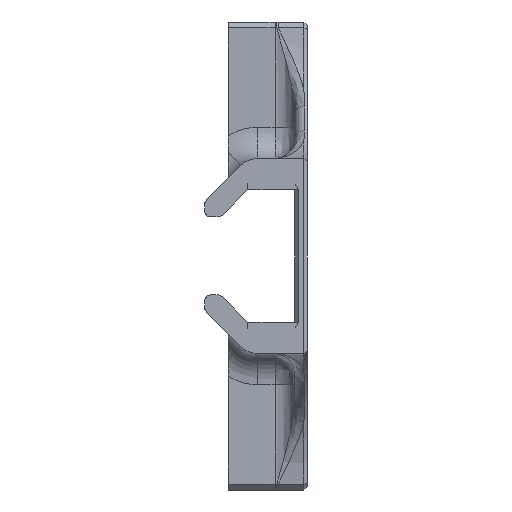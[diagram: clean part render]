
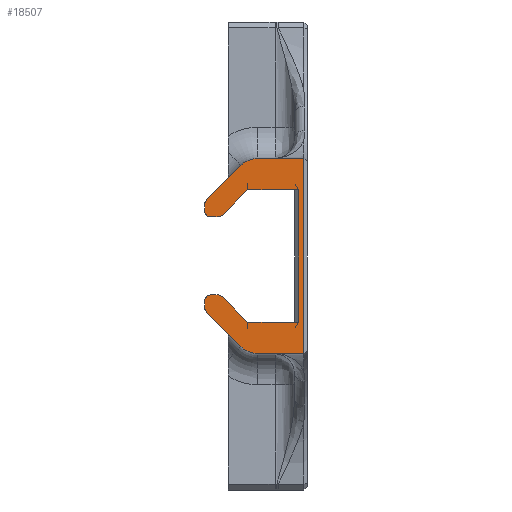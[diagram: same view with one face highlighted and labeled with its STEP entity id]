
A CAD part, left-side view. The second image highlights one B-rep face of the part: STEP entity #18507.
In plain terms, the highlighted planar face has unit normal (-1, 0, 0).
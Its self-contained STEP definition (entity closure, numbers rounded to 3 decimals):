
#374=CIRCLE('',#19720,3.);
#375=CIRCLE('',#19721,0.75);
#376=CIRCLE('',#19722,0.75);
#377=CIRCLE('',#19723,0.75);
#378=CIRCLE('',#19724,0.75);
#379=CIRCLE('',#19725,0.75);
#380=CIRCLE('',#19726,0.75);
#381=CIRCLE('',#19727,3.);
#761=FACE_OUTER_BOUND('',#1892,.T.);
#1892=EDGE_LOOP('',(#12654,#12655,#12656,#12657,#12658,#12659,#12660,#12661,
#12662,#12663,#12664,#12665,#12666,#12667,#12668,#12669,#12670,#12671,#12672,
#12673,#12674,#12675));
#3072=LINE('',#26525,#5431);
#3222=LINE('',#27298,#5581);
#3225=LINE('',#27304,#5584);
#3226=LINE('',#27308,#5585);
#3227=LINE('',#27312,#5586);
#3228=LINE('',#27316,#5587);
#3229=LINE('',#27320,#5588);
#3230=LINE('',#27321,#5589);
#3231=LINE('',#27323,#5590);
#3232=LINE('',#27325,#5591);
#3233=LINE('',#27329,#5592);
#3234=LINE('',#27333,#5593);
#3235=LINE('',#27337,#5594);
#3236=LINE('',#27340,#5595);
#5431=VECTOR('',#21236,10.);
#5581=VECTOR('',#21642,10.);
#5584=VECTOR('',#21647,10.);
#5585=VECTOR('',#21650,10.);
#5586=VECTOR('',#21653,10.);
#5587=VECTOR('',#21656,10.);
#5588=VECTOR('',#21659,10.);
#5589=VECTOR('',#21660,10.);
#5590=VECTOR('',#21661,10.);
#5591=VECTOR('',#21662,10.);
#5592=VECTOR('',#21665,10.);
#5593=VECTOR('',#21668,10.);
#5594=VECTOR('',#21671,10.);
#5595=VECTOR('',#21674,10.);
#7813=VERTEX_POINT('',#26522);
#7814=VERTEX_POINT('',#26524);
#7960=VERTEX_POINT('',#27295);
#7961=VERTEX_POINT('',#27297);
#7963=VERTEX_POINT('',#27303);
#7964=VERTEX_POINT('',#27305);
#7965=VERTEX_POINT('',#27307);
#7966=VERTEX_POINT('',#27309);
#7967=VERTEX_POINT('',#27311);
#7968=VERTEX_POINT('',#27313);
#7969=VERTEX_POINT('',#27315);
#7970=VERTEX_POINT('',#27317);
#7971=VERTEX_POINT('',#27319);
#7972=VERTEX_POINT('',#27322);
#7973=VERTEX_POINT('',#27324);
#7974=VERTEX_POINT('',#27326);
#7975=VERTEX_POINT('',#27328);
#7976=VERTEX_POINT('',#27330);
#7977=VERTEX_POINT('',#27332);
#7978=VERTEX_POINT('',#27334);
#7979=VERTEX_POINT('',#27336);
#7980=VERTEX_POINT('',#27338);
#9480=EDGE_CURVE('',#7813,#7814,#3072,.T.);
#9710=EDGE_CURVE('',#7960,#7961,#3222,.T.);
#9713=EDGE_CURVE('',#7813,#7963,#3225,.T.);
#9714=EDGE_CURVE('',#7964,#7963,#374,.T.);
#9715=EDGE_CURVE('',#7964,#7965,#3226,.T.);
#9716=EDGE_CURVE('',#7966,#7965,#375,.T.);
#9717=EDGE_CURVE('',#7966,#7967,#3227,.T.);
#9718=EDGE_CURVE('',#7968,#7967,#376,.T.);
#9719=EDGE_CURVE('',#7968,#7969,#3228,.T.);
#9720=EDGE_CURVE('',#7970,#7969,#377,.T.);
#9721=EDGE_CURVE('',#7971,#7970,#3229,.T.);
#9722=EDGE_CURVE('',#7961,#7971,#3230,.T.);
#9723=EDGE_CURVE('',#7960,#7972,#3231,.T.);
#9724=EDGE_CURVE('',#7972,#7973,#3232,.T.);
#9725=EDGE_CURVE('',#7974,#7973,#378,.T.);
#9726=EDGE_CURVE('',#7974,#7975,#3233,.T.);
#9727=EDGE_CURVE('',#7976,#7975,#379,.T.);
#9728=EDGE_CURVE('',#7976,#7977,#3234,.T.);
#9729=EDGE_CURVE('',#7978,#7977,#380,.T.);
#9730=EDGE_CURVE('',#7979,#7978,#3235,.T.);
#9731=EDGE_CURVE('',#7980,#7979,#381,.T.);
#9732=EDGE_CURVE('',#7814,#7980,#3236,.T.);
#12654=ORIENTED_EDGE('',*,*,#9480,.F.);
#12655=ORIENTED_EDGE('',*,*,#9713,.T.);
#12656=ORIENTED_EDGE('',*,*,#9714,.F.);
#12657=ORIENTED_EDGE('',*,*,#9715,.T.);
#12658=ORIENTED_EDGE('',*,*,#9716,.F.);
#12659=ORIENTED_EDGE('',*,*,#9717,.T.);
#12660=ORIENTED_EDGE('',*,*,#9718,.F.);
#12661=ORIENTED_EDGE('',*,*,#9719,.T.);
#12662=ORIENTED_EDGE('',*,*,#9720,.F.);
#12663=ORIENTED_EDGE('',*,*,#9721,.F.);
#12664=ORIENTED_EDGE('',*,*,#9722,.F.);
#12665=ORIENTED_EDGE('',*,*,#9710,.F.);
#12666=ORIENTED_EDGE('',*,*,#9723,.T.);
#12667=ORIENTED_EDGE('',*,*,#9724,.T.);
#12668=ORIENTED_EDGE('',*,*,#9725,.F.);
#12669=ORIENTED_EDGE('',*,*,#9726,.T.);
#12670=ORIENTED_EDGE('',*,*,#9727,.F.);
#12671=ORIENTED_EDGE('',*,*,#9728,.T.);
#12672=ORIENTED_EDGE('',*,*,#9729,.F.);
#12673=ORIENTED_EDGE('',*,*,#9730,.F.);
#12674=ORIENTED_EDGE('',*,*,#9731,.F.);
#12675=ORIENTED_EDGE('',*,*,#9732,.F.);
#17569=PLANE('',#19719);
#18507=ADVANCED_FACE('',(#761),#17569,.T.);
#19719=AXIS2_PLACEMENT_3D('',#27302,#21645,#21646);
#19720=AXIS2_PLACEMENT_3D('',#27306,#21648,#21649);
#19721=AXIS2_PLACEMENT_3D('',#27310,#21651,#21652);
#19722=AXIS2_PLACEMENT_3D('',#27314,#21654,#21655);
#19723=AXIS2_PLACEMENT_3D('',#27318,#21657,#21658);
#19724=AXIS2_PLACEMENT_3D('',#27327,#21663,#21664);
#19725=AXIS2_PLACEMENT_3D('',#27331,#21666,#21667);
#19726=AXIS2_PLACEMENT_3D('',#27335,#21669,#21670);
#19727=AXIS2_PLACEMENT_3D('',#27339,#21672,#21673);
#21236=DIRECTION('',(0.,0.,-1.));
#21642=DIRECTION('',(0.,0.,1.));
#21645=DIRECTION('center_axis',(-1.,0.,0.));
#21646=DIRECTION('ref_axis',(0.,0.,
1.));
#21647=DIRECTION('',(0.,1.,0.));
#21648=DIRECTION('center_axis',(1.,0.,0.));
#21649=DIRECTION('ref_axis',(0.,0.383,0.924));
#21650=DIRECTION('',(0.,0.707,-0.707));
#21651=DIRECTION('center_axis',(1.,0.,0.));
#21652=DIRECTION('ref_axis',(0.,0.924,0.383));
#21653=DIRECTION('',(0.,0.,-1.));
#21654=DIRECTION('center_axis',(1.,0.,0.));
#21655=DIRECTION('ref_axis',(0.,0.707,-0.707));
#21656=DIRECTION('',(0.,-1.,0.));
#21657=DIRECTION('center_axis',(1.,0.,0.));
#21658=DIRECTION('ref_axis',(0.,-0.383,-0.924));
#21659=DIRECTION('',(0.,0.707,-0.707));
#21660=DIRECTION('',(0.,1.,0.));
#21661=DIRECTION('',(0.,1.,0.));
#21662=DIRECTION('',(0.,0.707,0.707));
#21663=DIRECTION('center_axis',(1.,0.,0.));
#21664=DIRECTION('ref_axis',(0.,-0.383,0.924));
#21665=DIRECTION('',(0.,1.,0.));
#21666=DIRECTION('center_axis',(1.,0.,0.));
#21667=DIRECTION('ref_axis',(0.,0.707,0.707));
#21668=DIRECTION('',(0.,0.,-1.));
#21669=DIRECTION('center_axis',(1.,0.,0.));
#21670=DIRECTION('ref_axis',(0.,0.924,-0.383));
#21671=DIRECTION('',(0.,0.707,0.707));
#21672=DIRECTION('center_axis',(1.,0.,0.));
#21673=DIRECTION('ref_axis',(0.,0.383,-0.924));
#21674=DIRECTION('',(0.,1.,0.));
#26522=CARTESIAN_POINT('',(-70.509,2.042,89.849));
#26524=CARTESIAN_POINT('',(-70.509,2.042,64.849));
#26525=CARTESIAN_POINT('',(-70.509,2.042,71.099));
#27295=CARTESIAN_POINT('',(-70.509,2.742,68.849));
#27297=CARTESIAN_POINT('',(-70.509,2.742,85.849));
#27298=CARTESIAN_POINT('',(-70.509,2.742,71.099));
#27302=CARTESIAN_POINT('Origin',(-70.509,1.642,64.849));
#27303=CARTESIAN_POINT('',(-70.509,7.999,89.849));
#27304=CARTESIAN_POINT('',(-70.509,1.642,89.849));
#27305=CARTESIAN_POINT('',(-70.509,10.121,88.971));
#27306=CARTESIAN_POINT('Origin',(-70.509,7.999,86.849));
#27307=CARTESIAN_POINT('',(-70.509,14.522,84.569));
#27308=CARTESIAN_POINT('',(-70.509,9.242,89.849));
#27309=CARTESIAN_POINT('',(-70.509,14.742,84.039));
#27310=CARTESIAN_POINT('Origin',(-70.509,13.992,84.039));
#27311=CARTESIAN_POINT('',(-70.509,14.742,83.099));
#27312=CARTESIAN_POINT('',(-70.509,14.742,84.349));
#27313=CARTESIAN_POINT('',(-70.509,13.992,82.349));
#27314=CARTESIAN_POINT('Origin',(-70.509,13.992,83.099));
#27315=CARTESIAN_POINT('',(-70.509,13.053,82.349));
#27316=CARTESIAN_POINT('',(-70.509,12.742,82.349));
#27317=CARTESIAN_POINT('',(-70.509,12.522,82.569));
#27318=CARTESIAN_POINT('Origin',(-70.509,13.053,83.099));
#27319=CARTESIAN_POINT('',(-70.509,9.242,85.849));
#27320=CARTESIAN_POINT('',(-70.509,9.242,85.849));
#27321=CARTESIAN_POINT('',(-70.509,3.242,85.849));
#27322=CARTESIAN_POINT('',(-70.509,9.242,68.849));
#27323=CARTESIAN_POINT('',(-70.509,3.242,68.849));
#27324=CARTESIAN_POINT('',(-70.509,12.522,72.13));
#27325=CARTESIAN_POINT('',(-70.509,9.242,68.849));
#27326=CARTESIAN_POINT('',(-70.509,13.053,72.349));
#27327=CARTESIAN_POINT('Origin',(-70.509,13.053,71.599));
#27328=CARTESIAN_POINT('',(-70.509,13.992,72.349));
#27329=CARTESIAN_POINT('',(-70.509,12.742,72.349));
#27330=CARTESIAN_POINT('',(-70.509,14.742,71.599));
#27331=CARTESIAN_POINT('Origin',(-70.509,13.992,71.599));
#27332=CARTESIAN_POINT('',(-70.509,14.742,70.66));
#27333=CARTESIAN_POINT('',(-70.509,14.742,72.349));
#27334=CARTESIAN_POINT('',(-70.509,14.522,70.13));
#27335=CARTESIAN_POINT('Origin',(-70.509,13.992,70.66));
#27336=CARTESIAN_POINT('',(-70.509,10.121,65.728));
#27337=CARTESIAN_POINT('',(-70.509,9.242,64.849));
#27338=CARTESIAN_POINT('',(-70.509,7.999,64.849));
#27339=CARTESIAN_POINT('Origin',(-70.509,7.999,67.849));
#27340=CARTESIAN_POINT('',(-70.509,1.642,64.849));
